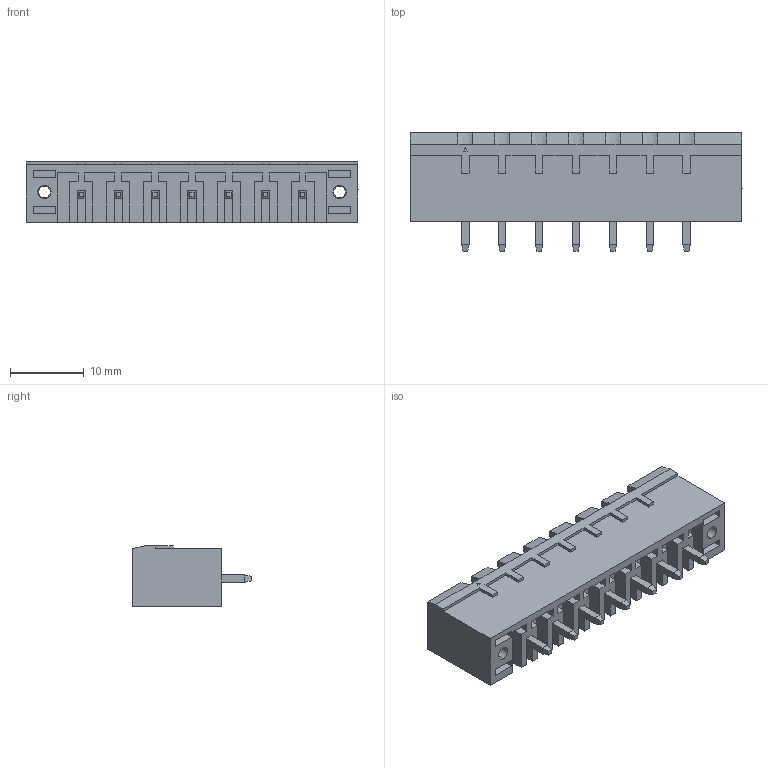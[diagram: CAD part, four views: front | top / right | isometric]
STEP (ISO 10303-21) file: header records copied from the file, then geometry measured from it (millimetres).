
FILE_DESCRIPTION (( 'STEP AP214' ), '1' );
FILE_NAME ('2EDGVM-5.0-07P-14-00AH.STEP', '2021-03-07T19:48:27', ( '' ), ( '' ), 'SwSTEP 2.0', 'SolidWorks 2020', '' );
FILE_SCHEMA (( 'AUTOMOTIVE_DESIGN' ));
Length unit declared in the file: millimetre
Products named in the file (1): 2EDGVM-5.0-07P-14-00AH
Bounding box: 45 x 16.1 x 8.2 mm (x, y, z)
Volume: 2201.2 mm3; surface area: 3951 mm2
Topology: 1 solids, 1 shells, 843 faces, 2273 edges, 1480 vertices
Faces by surface type: plane 670, bspline 115, cylinder 33, cone 25
Entity records: 37096 total; most frequent: CARTESIAN_POINT 11674, ORIENTED_EDGE 4546, DIRECTION 3576, EDGE_CURVE 2273, LINE 1780, VECTOR 1780, VERTEX_POINT 1480, AXIS2_PLACEMENT_3D 898
